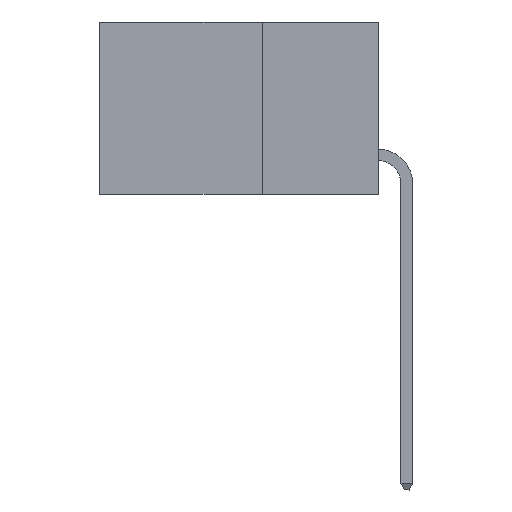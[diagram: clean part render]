
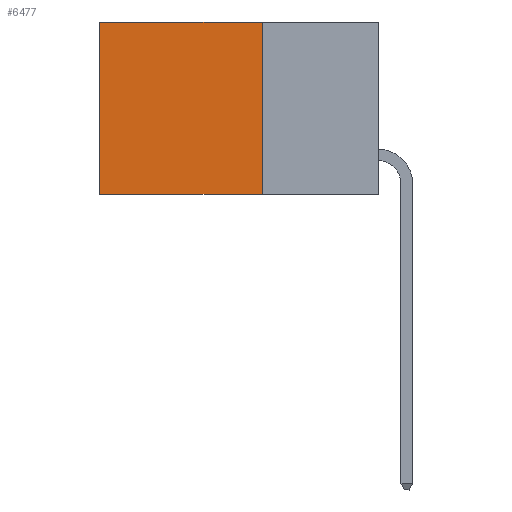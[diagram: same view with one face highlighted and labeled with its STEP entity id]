
A CAD part, left-side view. The second image highlights one B-rep face of the part: STEP entity #6477.
In plain terms, the highlighted planar face has unit normal (-1, 0, 0).
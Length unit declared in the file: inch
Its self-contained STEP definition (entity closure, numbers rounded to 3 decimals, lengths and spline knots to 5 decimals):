
#34 = EDGE_LOOP ( 'NONE', ( #19394, #6995, #12669, #19647 ) ) ;
#443 = DIRECTION ( 'NONE',  ( 0., 0., -1. ) ) ;
#1586 = DIRECTION ( 'NONE',  ( 0., 0., -1. ) ) ;
#2094 = AXIS2_PLACEMENT_3D ( 'NONE', #2184, #5769, #7131 ) ;
#2184 = CARTESIAN_POINT ( 'NONE',  ( 0.2615, 0.25, -0.37 ) ) ;
#2591 = EDGE_CURVE ( 'NONE', #14491, #5007, #15483, .T. ) ;
#2895 = EDGE_CURVE ( 'NONE', #12233, #17958, #20052, .T. ) ;
#3541 = CARTESIAN_POINT ( 'NONE',  ( 0.2615, 0.6, 0. ) ) ;
#4236 = CARTESIAN_POINT ( 'NONE',  ( 0.2615, 0.25, 0. ) ) ;
#5007 = VERTEX_POINT ( 'NONE', #3541 ) ;
#5769 = DIRECTION ( 'NONE',  ( 1., 0., 0. ) ) ;
#6477 = ADVANCED_FACE ( 'NONE', ( #9254 ), #10498, .F. ) ;
#6995 = ORIENTED_EDGE ( 'NONE', *, *, #2895, .F. ) ;
#7131 = DIRECTION ( 'NONE',  ( 0., 0., -1. ) ) ;
#7273 = EDGE_CURVE ( 'NONE', #5007, #17958, #16707, .T. ) ;
#7752 = CARTESIAN_POINT ( 'NONE',  ( 0.2615, 0.25, -0.37 ) ) ;
#8450 = DIRECTION ( 'NONE',  ( 0., 1., 0. ) ) ;
#8989 = LINE ( 'NONE', #15805, #14476 ) ;
#9254 = FACE_OUTER_BOUND ( 'NONE', #34, .T. ) ;
#10498 = PLANE ( 'NONE',  #2094 ) ;
#12231 = CARTESIAN_POINT ( 'NONE',  ( 0.2615, 0.6, -0.37 ) ) ;
#12233 = VERTEX_POINT ( 'NONE', #16205 ) ;
#12669 = ORIENTED_EDGE ( 'NONE', *, *, #20605, .F. ) ;
#14476 = VECTOR ( 'NONE', #443, 39.37008 ) ;
#14491 = VERTEX_POINT ( 'NONE', #4236 ) ;
#15483 = LINE ( 'NONE', #21984, #21972 ) ;
#15805 = CARTESIAN_POINT ( 'NONE',  ( 0.2615, 0.25, -0.37 ) ) ;
#16205 = CARTESIAN_POINT ( 'NONE',  ( 0.2615, 0.25, -0.37 ) ) ;
#16707 = LINE ( 'NONE', #18384, #17843 ) ;
#17843 = VECTOR ( 'NONE', #1586, 39.37008 ) ;
#17958 = VERTEX_POINT ( 'NONE', #12231 ) ;
#18384 = CARTESIAN_POINT ( 'NONE',  ( 0.2615, 0.6, -0.37 ) ) ;
#19394 = ORIENTED_EDGE ( 'NONE', *, *, #7273, .T. ) ;
#19647 = ORIENTED_EDGE ( 'NONE', *, *, #2591, .T. ) ;
#19944 = DIRECTION ( 'NONE',  ( 0., 1., 0. ) ) ;
#20052 = LINE ( 'NONE', #7752, #21614 ) ;
#20605 = EDGE_CURVE ( 'NONE', #14491, #12233, #8989, .T. ) ;
#21614 = VECTOR ( 'NONE', #19944, 39.37008 ) ;
#21972 = VECTOR ( 'NONE', #8450, 39.37008 ) ;
#21984 = CARTESIAN_POINT ( 'NONE',  ( 0.2615, 0.25, 0. ) ) ;
